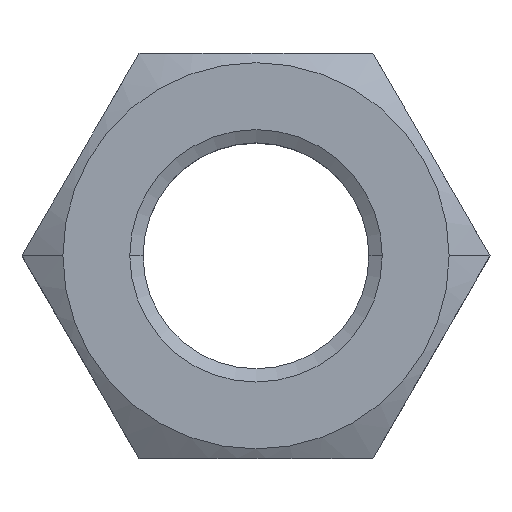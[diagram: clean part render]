
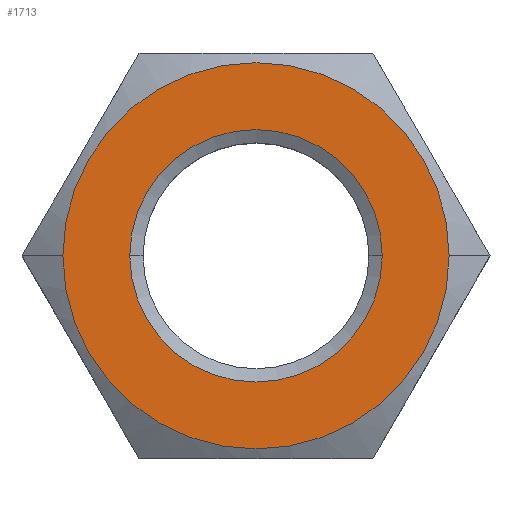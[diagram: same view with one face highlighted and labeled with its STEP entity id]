
A CAD part, top view. The second image highlights one B-rep face of the part: STEP entity #1713.
In plain terms, the highlighted planar face has unit normal (0, 0, 1).
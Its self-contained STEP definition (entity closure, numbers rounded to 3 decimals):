
#40 = CARTESIAN_POINT ( 'NONE',  ( -4.984, 0., 0. ) ) ;
#227 = DIRECTION ( 'NONE',  ( 0., 0., -1. ) ) ;
#252 = DIRECTION ( 'NONE',  ( 0., 0., -1. ) ) ;
#256 = CARTESIAN_POINT ( 'NONE',  ( 0., 0., 0. ) ) ;
#307 = AXIS2_PLACEMENT_3D ( 'NONE', #256, #252, #413 ) ;
#337 = EDGE_LOOP ( 'NONE', ( #1304, #737 ) ) ;
#413 = DIRECTION ( 'NONE',  ( -1., 0., 0. ) ) ;
#481 = DIRECTION ( 'NONE',  ( 0., 0., -1. ) ) ;
#531 = CIRCLE ( 'NONE', #307, 7.625 ) ;
#551 = ORIENTED_EDGE ( 'NONE', *, *, #1642, .F. ) ;
#649 = EDGE_LOOP ( 'NONE', ( #1763, #551 ) ) ;
#737 = ORIENTED_EDGE ( 'NONE', *, *, #2340, .T. ) ;
#775 = VERTEX_POINT ( 'NONE', #1078 ) ;
#781 = CARTESIAN_POINT ( 'NONE',  ( 4.984, 0., 0. ) ) ;
#825 = AXIS2_PLACEMENT_3D ( 'NONE', #943, #1964, #2341 ) ;
#834 = FACE_OUTER_BOUND ( 'NONE', #649, .T. ) ;
#843 = VERTEX_POINT ( 'NONE', #40 ) ;
#906 = AXIS2_PLACEMENT_3D ( 'NONE', #1284, #227, #1478 ) ;
#943 = CARTESIAN_POINT ( 'NONE',  ( 4.619, -8., 0. ) ) ;
#986 = FACE_BOUND ( 'NONE', #337, .T. ) ;
#1023 = CIRCLE ( 'NONE', #906, 4.984 ) ;
#1076 = CIRCLE ( 'NONE', #1900, 7.625 ) ;
#1078 = CARTESIAN_POINT ( 'NONE',  ( 7.625, 0., 0. ) ) ;
#1284 = CARTESIAN_POINT ( 'NONE',  ( 0., 0., 0. ) ) ;
#1304 = ORIENTED_EDGE ( 'NONE', *, *, #2179, .T. ) ;
#1319 = CIRCLE ( 'NONE', #1729, 4.984 ) ;
#1478 = DIRECTION ( 'NONE',  ( 1., 0., 0. ) ) ;
#1521 = DIRECTION ( 'NONE',  ( 0., 0., -1. ) ) ;
#1590 = CARTESIAN_POINT ( 'NONE',  ( 0., 0., 0. ) ) ;
#1642 = EDGE_CURVE ( 'NONE', #775, #1760, #1076, .T. ) ;
#1706 = PLANE ( 'NONE',  #825 ) ;
#1713 = ADVANCED_FACE ( 'NONE', ( #986, #834 ), #1706, .T. ) ;
#1729 = AXIS2_PLACEMENT_3D ( 'NONE', #1590, #481, #1785 ) ;
#1760 = VERTEX_POINT ( 'NONE', #2331 ) ;
#1763 = ORIENTED_EDGE ( 'NONE', *, *, #1855, .F. ) ;
#1785 = DIRECTION ( 'NONE',  ( 1., 0., 0. ) ) ;
#1855 = EDGE_CURVE ( 'NONE', #1760, #775, #531, .T. ) ;
#1900 = AXIS2_PLACEMENT_3D ( 'NONE', #2090, #1521, #2126 ) ;
#1964 = DIRECTION ( 'NONE',  ( 0., 0., 1. ) ) ;
#2022 = VERTEX_POINT ( 'NONE', #781 ) ;
#2090 = CARTESIAN_POINT ( 'NONE',  ( 0., 0., 0. ) ) ;
#2126 = DIRECTION ( 'NONE',  ( -1., 0., 0. ) ) ;
#2179 = EDGE_CURVE ( 'NONE', #2022, #843, #1319, .T. ) ;
#2331 = CARTESIAN_POINT ( 'NONE',  ( -7.625, 0., 0. ) ) ;
#2340 = EDGE_CURVE ( 'NONE', #843, #2022, #1023, .T. ) ;
#2341 = DIRECTION ( 'NONE',  ( 1., 0., 0. ) ) ;
